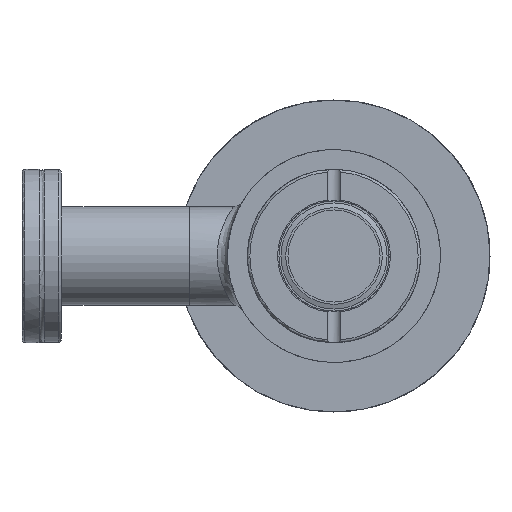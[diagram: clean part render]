
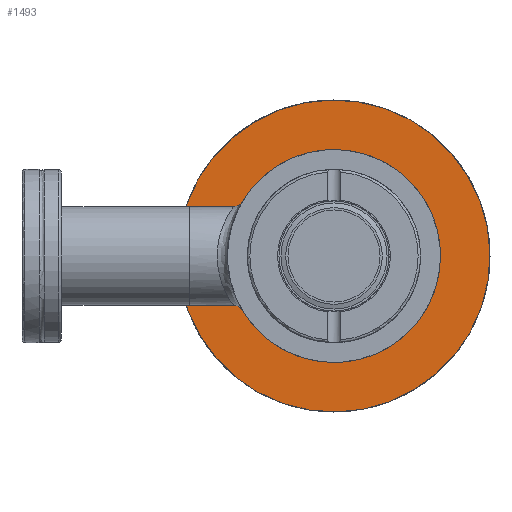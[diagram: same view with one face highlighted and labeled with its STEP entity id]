
A CAD part, left-side view. The second image highlights one B-rep face of the part: STEP entity #1493.
In plain terms, the highlighted planar face has unit normal (-1, 0, 0).
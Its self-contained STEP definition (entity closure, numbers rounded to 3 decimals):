
#295=FACE_OUTER_BOUND('',#393,.T.);
#393=EDGE_LOOP('',(#994));
#525=CIRCLE('',#1644,30.32);
#617=VERTEX_POINT('',#2287);
#780=EDGE_CURVE('',#617,#617,#525,.T.);
#994=ORIENTED_EDGE('',*,*,#780,.F.);
#1350=PLANE('',#1643);
#1493=ADVANCED_FACE('',(#295),#1350,.T.);
#1643=AXIS2_PLACEMENT_3D('',#2286,#1836,#1837);
#1644=AXIS2_PLACEMENT_3D('',#2288,#1838,#1839);
#1836=DIRECTION('center_axis',(-1.,0.,0.));
#1837=DIRECTION('ref_axis',(0.,-0.159,0.987));
#1838=DIRECTION('center_axis',(1.,0.,0.));
#1839=DIRECTION('ref_axis',(0.,0.987,0.159));
#2286=CARTESIAN_POINT('Origin',(-42.37,-27.891,8.052));
#2287=CARTESIAN_POINT('',(-42.37,-23.069,8.831));
#2288=CARTESIAN_POINT('Origin',(-42.37,-53.001,3.995));
